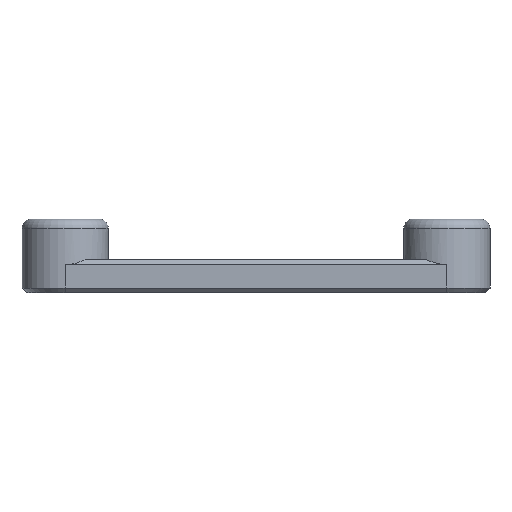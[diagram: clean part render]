
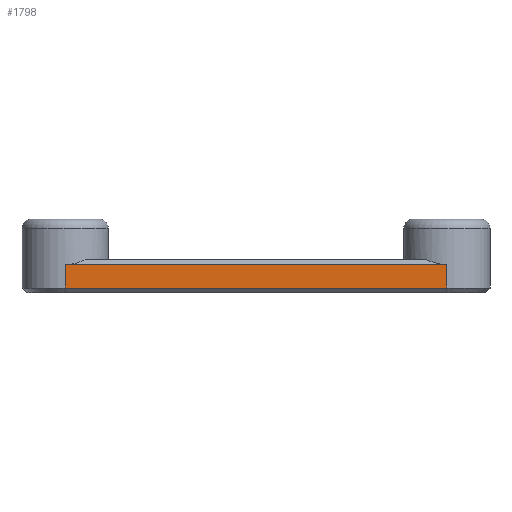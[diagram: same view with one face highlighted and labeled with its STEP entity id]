
A CAD part, left-side view. The second image highlights one B-rep face of the part: STEP entity #1798.
In plain terms, the highlighted planar face has unit normal (-1, 0, 0).
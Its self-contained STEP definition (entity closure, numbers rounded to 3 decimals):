
#237=FACE_OUTER_BOUND('',#358,.T.);
#358=EDGE_LOOP('',(#1403,#1404,#1405,#1406));
#485=LINE('',#2901,#638);
#513=LINE('',#3022,#666);
#516=LINE('',#3030,#669);
#517=LINE('',#3031,#670);
#638=VECTOR('',#2296,10.);
#666=VECTOR('',#2410,10.);
#669=VECTOR('',#2421,10.);
#670=VECTOR('',#2422,10.);
#815=VERTEX_POINT('',#2897);
#816=VERTEX_POINT('',#2899);
#865=VERTEX_POINT('',#3016);
#866=VERTEX_POINT('',#3020);
#1001=EDGE_CURVE('',#816,#815,#485,.T.);
#1061=EDGE_CURVE('',#866,#865,#513,.T.);
#1065=EDGE_CURVE('',#865,#816,#516,.T.);
#1066=EDGE_CURVE('',#866,#815,#517,.T.);
#1403=ORIENTED_EDGE('',*,*,#1001,.F.);
#1404=ORIENTED_EDGE('',*,*,#1065,.F.);
#1405=ORIENTED_EDGE('',*,*,#1061,.F.);
#1406=ORIENTED_EDGE('',*,*,#1066,.T.);
#1729=PLANE('',#1998);
#1798=ADVANCED_FACE('',(#237),#1729,.T.);
#1998=AXIS2_PLACEMENT_3D('',#3029,#2419,#2420);
#2296=DIRECTION('',(0.,-1.,0.));
#2410=DIRECTION('',(0.,1.,0.));
#2419=DIRECTION('center_axis',(-1.,0.,0.));
#2420=DIRECTION('ref_axis',(0.,-1.,0.));
#2421=DIRECTION('',(0.,0.,1.));
#2422=DIRECTION('',(0.,0.,1.));
#2897=CARTESIAN_POINT('',(55.728,72.95,2.3));
#2899=CARTESIAN_POINT('',(55.728,103.95,2.3));
#2901=CARTESIAN_POINT('',(55.728,96.2,2.3));
#3016=CARTESIAN_POINT('',(55.728,103.95,0.4));
#3020=CARTESIAN_POINT('',(55.728,72.95,0.4));
#3022=CARTESIAN_POINT('',(55.728,89.557,0.4));
#3029=CARTESIAN_POINT('Origin',(55.728,103.95,0.));
#3030=CARTESIAN_POINT('',(55.728,103.95,0.));
#3031=CARTESIAN_POINT('',(55.728,72.95,0.));
